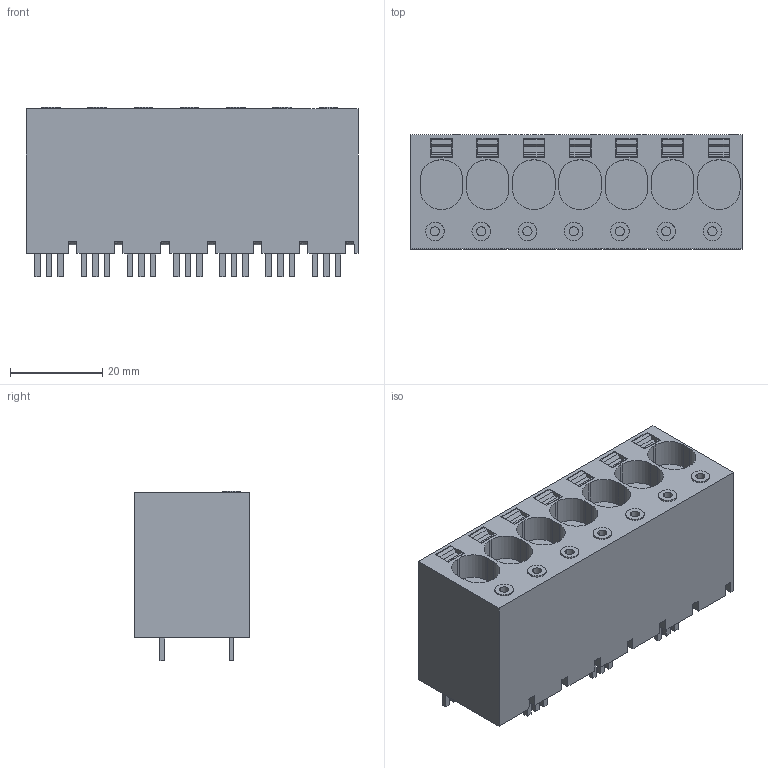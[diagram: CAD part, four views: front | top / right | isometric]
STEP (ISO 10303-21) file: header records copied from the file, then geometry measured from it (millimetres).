
FILE_DESCRIPTION(('CATIA V5 STEP Exchange','CAx-IF Rec.Pracs.--- Model Styling and Organization---1.2---2011-12-15'),'2;1');
FILE_NAME ('D1462848_0_2492160000_2492160000.stp','2018-03-29T09:29:15+00:00',('none'),('Weidmueller'),'CATIA Version 5-6 Release 2014','CATIA V5 STEP AP214','none');
FILE_SCHEMA(('AUTOMOTIVE_DESIGN { 1 0 10303 214 1 1 1 1 }'));
Length unit declared in the file: millimetre
Products named in the file (1): 2492160000
Bounding box: 71.8 x 24.7 x 36.6 mm (x, y, z)
Volume: 47896.2 mm3; surface area: 16788.7 mm2
Topology: 15 solids, 15 shells, 624 faces, 1689 edges, 1130 vertices
Faces by surface type: plane 505, cylinder 70, extrusion 49
Entity records: 19754 total; most frequent: CARTESIAN_POINT 4425, ORIENTED_EDGE 3378, DIRECTION 2404, EDGE_CURVE 1689, VECTOR 1500, LINE 1451, VERTEX_POINT 1130, EDGE_LOOP 659
